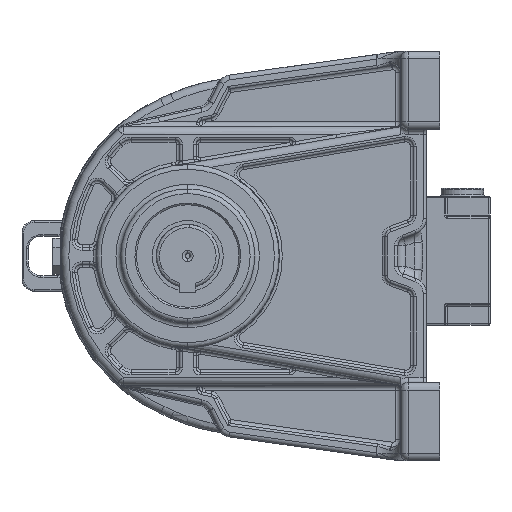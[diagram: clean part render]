
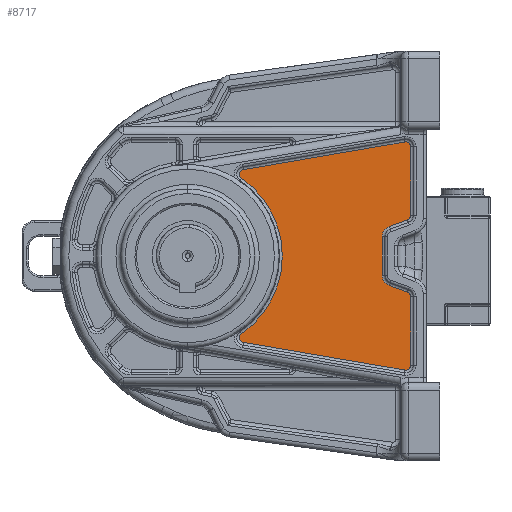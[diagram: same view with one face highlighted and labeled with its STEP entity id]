
A CAD part, left-side view. The second image highlights one B-rep face of the part: STEP entity #8717.
In plain terms, the highlighted planar face has unit normal (-1, 0, 0).
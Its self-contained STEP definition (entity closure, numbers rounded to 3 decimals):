
#80 = ORIENTED_EDGE ( 'NONE', *, *, #2204, .F. ) ;
#842 = CIRCLE ( 'NONE', #11368, 3. ) ;
#1017 = DIRECTION ( 'NONE',  ( 0., 0., -1. ) ) ;
#1236 = CARTESIAN_POINT ( 'NONE',  ( -138.5, 0.697, 54.762 ) ) ;
#1738 = VERTEX_POINT ( 'NONE', #21575 ) ;
#2204 = EDGE_CURVE ( 'NONE', #15028, #40439, #70288, .T. ) ;
#2353 = ORIENTED_EDGE ( 'NONE', *, *, #70264, .F. ) ;
#4613 = DIRECTION ( 'NONE',  ( -1., 0., 0. ) ) ;
#4654 = VECTOR ( 'NONE', #13091, 1000. ) ;
#5358 = DIRECTION ( 'NONE',  ( 0., 0.986, 0.169 ) ) ;
#5662 = AXIS2_PLACEMENT_3D ( 'NONE', #42286, #41557, #15157 ) ;
#5736 = AXIS2_PLACEMENT_3D ( 'NONE', #60060, #21217, #16092 ) ;
#6546 = VERTEX_POINT ( 'NONE', #51671 ) ;
#7933 = CARTESIAN_POINT ( 'NONE',  ( -138.5, -94.315, 12.199 ) ) ;
#8584 = DIRECTION ( 'NONE',  ( 0., -0.342, 0.94 ) ) ;
#8626 = DIRECTION ( 'NONE',  ( 0., 0., -1. ) ) ;
#8717 = ADVANCED_FACE ( 'NONE', ( #67538 ), #55819, .T. ) ;
#9126 = VERTEX_POINT ( 'NONE', #68164 ) ;
#9156 = CIRCLE ( 'NONE', #25512, 3. ) ;
#9361 = DIRECTION ( 'NONE',  ( 1., 0., 0. ) ) ;
#9465 = EDGE_CURVE ( 'NONE', #40439, #37901, #10732, .T. ) ;
#10466 = AXIS2_PLACEMENT_3D ( 'NONE', #19033, #24531, #63725 ) ;
#10476 = CARTESIAN_POINT ( 'NONE',  ( -138.5, 36.04, 0. ) ) ;
#10732 = CIRCLE ( 'NONE', #25938, 3. ) ;
#11368 = AXIS2_PLACEMENT_3D ( 'NONE', #24775, #9361, #65416 ) ;
#11538 = CIRCLE ( 'NONE', #5662, 3. ) ;
#12131 = CARTESIAN_POINT ( 'NONE',  ( -138.5, -103.341, -22.934 ) ) ;
#12650 = VECTOR ( 'NONE', #5358, 1000. ) ;
#13076 = DIRECTION ( 'NONE',  ( -1., 0., 0. ) ) ;
#13091 = DIRECTION ( 'NONE',  ( 0., 0., -1. ) ) ;
#13442 = CARTESIAN_POINT ( 'NONE',  ( -138.5, -105.315, -25.753 ) ) ;
#13813 = EDGE_CURVE ( 'NONE', #53191, #21883, #44840, .T. ) ;
#14295 = VERTEX_POINT ( 'NONE', #24927 ) ;
#14898 = DIRECTION ( 'NONE',  ( 0., -0.569, -0.822 ) ) ;
#15028 = VERTEX_POINT ( 'NONE', #23909 ) ;
#15157 = DIRECTION ( 'NONE',  ( 0., 0.169, 0.986 ) ) ;
#15211 = ORIENTED_EDGE ( 'NONE', *, *, #16788, .F. ) ;
#16092 = DIRECTION ( 'NONE',  ( 0., 1., 0. ) ) ;
#16175 = CARTESIAN_POINT ( 'NONE',  ( -138.5, -101.808, -72.342 ) ) ;
#16694 = DIRECTION ( 'NONE',  ( 1., 0., 0. ) ) ;
#16788 = EDGE_CURVE ( 'NONE', #14295, #44398, #37715, .T. ) ;
#16840 = EDGE_CURVE ( 'NONE', #41090, #15028, #37332, .T. ) ;
#17409 = ORIENTED_EDGE ( 'NONE', *, *, #37548, .F. ) ;
#18438 = CIRCLE ( 'NONE', #25429, 3. ) ;
#19033 = CARTESIAN_POINT ( 'NONE',  ( -138.5, 0.19, 51.805 ) ) ;
#19273 = CARTESIAN_POINT ( 'NONE',  ( -138.5, -87.315, -12.199 ) ) ;
#20706 = EDGE_CURVE ( 'NONE', #69619, #55824, #46817, .T. ) ;
#20869 = CARTESIAN_POINT ( 'NONE',  ( -138.5, -103.341, 22.934 ) ) ;
#21217 = DIRECTION ( 'NONE',  ( -1., 0., 0. ) ) ;
#21575 = CARTESIAN_POINT ( 'NONE',  ( -138.5, 0.697, -54.762 ) ) ;
#21883 = VERTEX_POINT ( 'NONE', #66336 ) ;
#22454 = DIRECTION ( 'NONE',  ( -1., 0., 0. ) ) ;
#23909 = CARTESIAN_POINT ( 'NONE',  ( -138.5, -91.921, -18.777 ) ) ;
#24531 = DIRECTION ( 'NONE',  ( 1., 0., 0. ) ) ;
#24775 = CARTESIAN_POINT ( 'NONE',  ( -138.5, 0.19, -51.805 ) ) ;
#24927 = CARTESIAN_POINT ( 'NONE',  ( -138.5, -103.341, 22.934 ) ) ;
#25429 = AXIS2_PLACEMENT_3D ( 'NONE', #41436, #63794, #60441 ) ;
#25512 = AXIS2_PLACEMENT_3D ( 'NONE', #50759, #16694, #67641 ) ;
#25916 = DIRECTION ( 'NONE',  ( 0., -0.94, -0.342 ) ) ;
#25938 = AXIS2_PLACEMENT_3D ( 'NONE', #28488, #36093, #8584 ) ;
#26619 = CARTESIAN_POINT ( 'NONE',  ( -138.5, -101.808, -72.342 ) ) ;
#27954 = VECTOR ( 'NONE', #38079, 1000. ) ;
#27958 = ORIENTED_EDGE ( 'NONE', *, *, #16840, .F. ) ;
#28488 = CARTESIAN_POINT ( 'NONE',  ( -138.5, -102.315, -25.753 ) ) ;
#29733 = EDGE_CURVE ( 'NONE', #21883, #69619, #11538, .T. ) ;
#31537 = CIRCLE ( 'NONE', #10466, 3. ) ;
#31983 = VECTOR ( 'NONE', #55857, 1000. ) ;
#32328 = AXIS2_PLACEMENT_3D ( 'NONE', #10476, #4613, #14898 ) ;
#33701 = LINE ( 'NONE', #56067, #36688 ) ;
#34295 = ORIENTED_EDGE ( 'NONE', *, *, #13813, .F. ) ;
#35420 = EDGE_CURVE ( 'NONE', #6546, #69385, #9156, .T. ) ;
#35995 = ORIENTED_EDGE ( 'NONE', *, *, #59446, .F. ) ;
#36093 = DIRECTION ( 'NONE',  ( 1., 0., 0. ) ) ;
#36688 = VECTOR ( 'NONE', #8626, 1000. ) ;
#37332 = CIRCLE ( 'NONE', #5736, 7. ) ;
#37548 = EDGE_CURVE ( 'NONE', #9126, #44790, #63951, .T. ) ;
#37715 = LINE ( 'NONE', #20869, #27954 ) ;
#37901 = VERTEX_POINT ( 'NONE', #40790 ) ;
#38079 = DIRECTION ( 'NONE',  ( 0., 0.94, -0.342 ) ) ;
#39326 = DIRECTION ( 'NONE',  ( 0., 0., 1. ) ) ;
#39969 = VERTEX_POINT ( 'NONE', #66459 ) ;
#40439 = VERTEX_POINT ( 'NONE', #12131 ) ;
#40790 = CARTESIAN_POINT ( 'NONE',  ( -138.5, -105.315, -25.753 ) ) ;
#41090 = VERTEX_POINT ( 'NONE', #19273 ) ;
#41436 = CARTESIAN_POINT ( 'NONE',  ( -138.5, -102.315, 25.753 ) ) ;
#41557 = DIRECTION ( 'NONE',  ( 1., 0., 0. ) ) ;
#42286 = CARTESIAN_POINT ( 'NONE',  ( -138.5, -102.315, 69.386 ) ) ;
#42989 = EDGE_CURVE ( 'NONE', #37901, #6546, #59231, .T. ) ;
#44398 = VERTEX_POINT ( 'NONE', #55124 ) ;
#44713 = ORIENTED_EDGE ( 'NONE', *, *, #35420, .F. ) ;
#44724 = ORIENTED_EDGE ( 'NONE', *, *, #29733, .F. ) ;
#44790 = VERTEX_POINT ( 'NONE', #49173 ) ;
#44840 = LINE ( 'NONE', #1236, #31983 ) ;
#45468 = CIRCLE ( 'NONE', #67863, 7. ) ;
#45656 = ORIENTED_EDGE ( 'NONE', *, *, #56750, .F. ) ;
#45754 = VECTOR ( 'NONE', #1017, 1000. ) ;
#46817 = LINE ( 'NONE', #63312, #45754 ) ;
#48314 = CARTESIAN_POINT ( 'NONE',  ( -138.5, 0.697, 54.762 ) ) ;
#49173 = CARTESIAN_POINT ( 'NONE',  ( -138.5, 1.897, 49.338 ) ) ;
#50759 = CARTESIAN_POINT ( 'NONE',  ( -138.5, -102.315, -69.386 ) ) ;
#50806 = DIRECTION ( 'NONE',  ( 0., 0.342, 0.94 ) ) ;
#50945 = AXIS2_PLACEMENT_3D ( 'NONE', #60949, #22454, #39326 ) ;
#51671 = CARTESIAN_POINT ( 'NONE',  ( -138.5, -105.315, -69.386 ) ) ;
#52104 = ORIENTED_EDGE ( 'NONE', *, *, #56904, .F. ) ;
#52617 = CARTESIAN_POINT ( 'NONE',  ( -138.5, -105.315, 25.753 ) ) ;
#53191 = VERTEX_POINT ( 'NONE', #48314 ) ;
#53997 = ORIENTED_EDGE ( 'NONE', *, *, #20706, .F. ) ;
#54569 = ORIENTED_EDGE ( 'NONE', *, *, #42989, .F. ) ;
#54746 = EDGE_LOOP ( 'NONE', ( #2353, #44713, #54569, #65610, #80, #27958, #57192, #54767, #15211, #45656, #53997, #44724, #34295, #35995, #17409, #52104 ) ) ;
#54767 = ORIENTED_EDGE ( 'NONE', *, *, #59785, .F. ) ;
#55124 = CARTESIAN_POINT ( 'NONE',  ( -138.5, -91.921, 18.777 ) ) ;
#55152 = VECTOR ( 'NONE', #25916, 1000. ) ;
#55819 = PLANE ( 'NONE',  #50945 ) ;
#55824 = VERTEX_POINT ( 'NONE', #52617 ) ;
#55857 = DIRECTION ( 'NONE',  ( 0., -0.986, 0.169 ) ) ;
#56067 = CARTESIAN_POINT ( 'NONE',  ( -138.5, -87.315, 12.199 ) ) ;
#56750 = EDGE_CURVE ( 'NONE', #55824, #14295, #18438, .T. ) ;
#56904 = EDGE_CURVE ( 'NONE', #1738, #9126, #842, .T. ) ;
#57192 = ORIENTED_EDGE ( 'NONE', *, *, #63686, .F. ) ;
#59231 = LINE ( 'NONE', #13442, #4654 ) ;
#59290 = CARTESIAN_POINT ( 'NONE',  ( -138.5, -91.921, -18.777 ) ) ;
#59446 = EDGE_CURVE ( 'NONE', #44790, #53191, #31537, .T. ) ;
#59785 = EDGE_CURVE ( 'NONE', #44398, #39969, #45468, .T. ) ;
#60060 = CARTESIAN_POINT ( 'NONE',  ( -138.5, -94.315, -12.199 ) ) ;
#60441 = DIRECTION ( 'NONE',  ( 0., -1., 0. ) ) ;
#60949 = CARTESIAN_POINT ( 'NONE',  ( -138.5, 0., 0. ) ) ;
#63312 = CARTESIAN_POINT ( 'NONE',  ( -138.5, -105.315, 69.386 ) ) ;
#63686 = EDGE_CURVE ( 'NONE', #39969, #41090, #33701, .T. ) ;
#63725 = DIRECTION ( 'NONE',  ( 0., 0.569, -0.822 ) ) ;
#63794 = DIRECTION ( 'NONE',  ( 1., 0., 0. ) ) ;
#63951 = CIRCLE ( 'NONE', #32328, 60. ) ;
#65416 = DIRECTION ( 'NONE',  ( 0., 0.169, -0.986 ) ) ;
#65610 = ORIENTED_EDGE ( 'NONE', *, *, #9465, .F. ) ;
#65812 = LINE ( 'NONE', #26619, #12650 ) ;
#66336 = CARTESIAN_POINT ( 'NONE',  ( -138.5, -101.808, 72.342 ) ) ;
#66459 = CARTESIAN_POINT ( 'NONE',  ( -138.5, -87.315, 12.199 ) ) ;
#67538 = FACE_OUTER_BOUND ( 'NONE', #54746, .T. ) ;
#67641 = DIRECTION ( 'NONE',  ( 0., -1., 0. ) ) ;
#67863 = AXIS2_PLACEMENT_3D ( 'NONE', #7933, #13076, #50806 ) ;
#68164 = CARTESIAN_POINT ( 'NONE',  ( -138.5, 1.897, -49.338 ) ) ;
#69385 = VERTEX_POINT ( 'NONE', #16175 ) ;
#69619 = VERTEX_POINT ( 'NONE', #71427 ) ;
#70264 = EDGE_CURVE ( 'NONE', #69385, #1738, #65812, .T. ) ;
#70288 = LINE ( 'NONE', #59290, #55152 ) ;
#71427 = CARTESIAN_POINT ( 'NONE',  ( -138.5, -105.315, 69.386 ) ) ;
